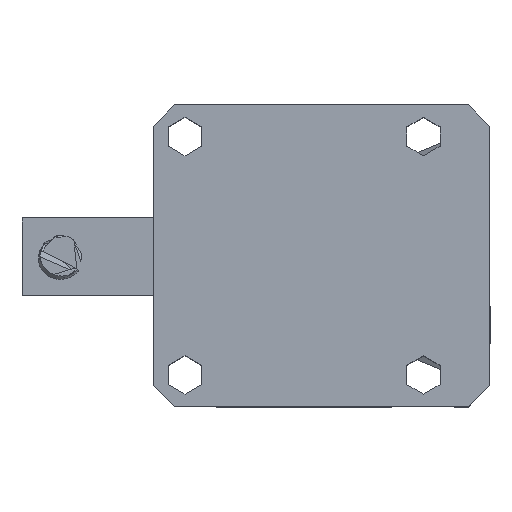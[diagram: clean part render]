
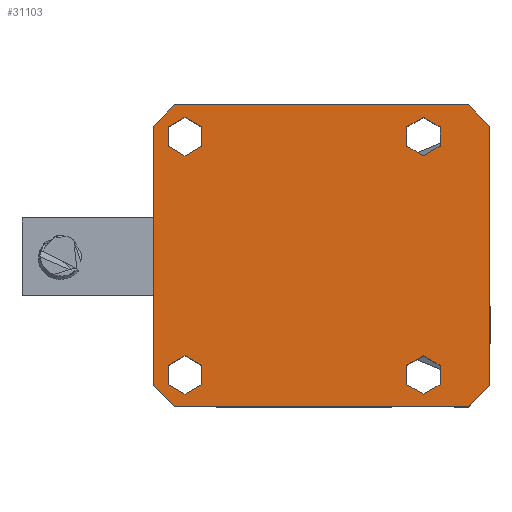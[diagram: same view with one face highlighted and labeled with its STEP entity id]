
A CAD part, top view. The second image highlights one B-rep face of the part: STEP entity #31103.
In plain terms, the highlighted planar face has unit normal (0, 0, 1).
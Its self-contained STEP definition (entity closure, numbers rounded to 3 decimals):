
#568 = AXIS2_PLACEMENT_3D ( 'NONE', #39531, #20253, #1026 ) ;
#1026 = DIRECTION ( 'NONE',  ( 0., -1., 0. ) ) ;
#1413 = EDGE_CURVE ( 'NONE', #37317, #6032, #31502, .T. ) ;
#1428 = EDGE_CURVE ( 'NONE', #33505, #17871, #14441, .T. ) ;
#1971 = CIRCLE ( 'NONE', #568, 5.5 ) ;
#2555 = CARTESIAN_POINT ( 'NONE',  ( 47., 43., 47.5 ) ) ;
#3599 = EDGE_CURVE ( 'NONE', #21718, #26299, #12399, .T. ) ;
#4847 = EDGE_CURVE ( 'NONE', #19768, #35778, #9861, .T. ) ;
#5022 = EDGE_CURVE ( 'NONE', #9208, #37026, #22911, .T. ) ;
#5041 = EDGE_LOOP ( 'NONE', ( #14025, #20694 ) ) ;
#5412 = CARTESIAN_POINT ( 'NONE',  ( -34., -28.5, 47.5 ) ) ;
#5816 = AXIS2_PLACEMENT_3D ( 'NONE', #14681, #17891, #40376 ) ;
#6032 = VERTEX_POINT ( 'NONE', #27650 ) ;
#6040 = CARTESIAN_POINT ( 'NONE',  ( 47., -43., 47.5 ) ) ;
#6487 = ORIENTED_EDGE ( 'NONE', *, *, #1428, .T. ) ;
#6857 = CARTESIAN_POINT ( 'NONE',  ( 34., 39.5, 47.5 ) ) ;
#7281 = AXIS2_PLACEMENT_3D ( 'NONE', #37536, #18260, #40749 ) ;
#7659 = CARTESIAN_POINT ( 'NONE',  ( -37., 43., 47.5 ) ) ;
#9208 = VERTEX_POINT ( 'NONE', #30849 ) ;
#9276 = DIRECTION ( 'NONE',  ( 0.707, 0.707, 0. ) ) ;
#9377 = DIRECTION ( 'NONE',  ( 0., 0., -1. ) ) ;
#9861 = LINE ( 'NONE', #39394, #31471 ) ;
#9991 = CARTESIAN_POINT ( 'NONE',  ( 34., 34., 47.5 ) ) ;
#10166 = AXIS2_PLACEMENT_3D ( 'NONE', #14879, #37355, #18072 ) ;
#10268 = CARTESIAN_POINT ( 'NONE',  ( -43., 37., 47.5 ) ) ;
#11142 = FACE_OUTER_BOUND ( 'NONE', #23349, .T. ) ;
#11414 = PLANE ( 'NONE',  #5816 ) ;
#11812 = CARTESIAN_POINT ( 'NONE',  ( -34., 34., 47.5 ) ) ;
#12399 = LINE ( 'NONE', #7659, #28492 ) ;
#12508 = CARTESIAN_POINT ( 'NONE',  ( 53., 37., 47.5 ) ) ;
#13206 = LINE ( 'NONE', #13651, #35830 ) ;
#13236 = DIRECTION ( 'NONE',  ( 0., -1., 0. ) ) ;
#13468 = CIRCLE ( 'NONE', #15607, 5.5 ) ;
#13612 = ORIENTED_EDGE ( 'NONE', *, *, #14062, .T. ) ;
#13651 = CARTESIAN_POINT ( 'NONE',  ( -43., 43., 47.5 ) ) ;
#14025 = ORIENTED_EDGE ( 'NONE', *, *, #16935, .T. ) ;
#14062 = EDGE_CURVE ( 'NONE', #6032, #37317, #1971, .T. ) ;
#14129 = DIRECTION ( 'NONE',  ( -0.707, -0.707, 0. ) ) ;
#14356 = DIRECTION ( 'NONE',  ( 0., 0., -1. ) ) ;
#14402 = CARTESIAN_POINT ( 'NONE',  ( 34., -34., 47.5 ) ) ;
#14441 = LINE ( 'NONE', #31072, #30507 ) ;
#14681 = CARTESIAN_POINT ( 'NONE',  ( -43., -43., 47.5 ) ) ;
#14723 = ORIENTED_EDGE ( 'NONE', *, *, #21735, .T. ) ;
#14879 = CARTESIAN_POINT ( 'NONE',  ( 34., 34., 47.5 ) ) ;
#14937 = DIRECTION ( 'NONE',  ( -0.707, 0.707, 0. ) ) ;
#15065 = DIRECTION ( 'NONE',  ( 0., -1., 0. ) ) ;
#15288 = VERTEX_POINT ( 'NONE', #35653 ) ;
#15322 = VERTEX_POINT ( 'NONE', #6857 ) ;
#15607 = AXIS2_PLACEMENT_3D ( 'NONE', #33583, #14356, #36822 ) ;
#15746 = EDGE_LOOP ( 'NONE', ( #25153, #17264 ) ) ;
#16076 = VERTEX_POINT ( 'NONE', #20532 ) ;
#16199 = ORIENTED_EDGE ( 'NONE', *, *, #17644, .T. ) ;
#16208 = ORIENTED_EDGE ( 'NONE', *, *, #35614, .T. ) ;
#16427 = EDGE_LOOP ( 'NONE', ( #31783, #20888 ) ) ;
#16567 = ORIENTED_EDGE ( 'NONE', *, *, #4847, .T. ) ;
#16935 = EDGE_CURVE ( 'NONE', #40949, #23569, #13468, .T. ) ;
#17175 = ORIENTED_EDGE ( 'NONE', *, *, #1413, .T. ) ;
#17264 = ORIENTED_EDGE ( 'NONE', *, *, #21838, .T. ) ;
#17453 = VECTOR ( 'NONE', #32220, 1000. ) ;
#17603 = DIRECTION ( 'NONE',  ( 0., -1., 0. ) ) ;
#17644 = EDGE_CURVE ( 'NONE', #26299, #16076, #25986, .T. ) ;
#17780 = CARTESIAN_POINT ( 'NONE',  ( -34., 39.5, 47.5 ) ) ;
#17808 = CIRCLE ( 'NONE', #33676, 5.5 ) ;
#17871 = VERTEX_POINT ( 'NONE', #2555 ) ;
#17891 = DIRECTION ( 'NONE',  ( 0., 0., 1. ) ) ;
#18040 = ORIENTED_EDGE ( 'NONE', *, *, #3599, .T. ) ;
#18072 = DIRECTION ( 'NONE',  ( 0., -1., 0. ) ) ;
#18223 = AXIS2_PLACEMENT_3D ( 'NONE', #9991, #32483, #13236 ) ;
#18260 = DIRECTION ( 'NONE',  ( 0., 0., -1. ) ) ;
#19716 = CIRCLE ( 'NONE', #18223, 5.5 ) ;
#19738 = CARTESIAN_POINT ( 'NONE',  ( -34., -39.5, 47.5 ) ) ;
#19768 = VERTEX_POINT ( 'NONE', #39804 ) ;
#20001 = EDGE_CURVE ( 'NONE', #23569, #40949, #23414, .T. ) ;
#20110 = DIRECTION ( 'NONE',  ( 1., 0., 0. ) ) ;
#20253 = DIRECTION ( 'NONE',  ( 0., 0., -1. ) ) ;
#20440 = AXIS2_PLACEMENT_3D ( 'NONE', #14402, #36875, #17603 ) ;
#20532 = CARTESIAN_POINT ( 'NONE',  ( -43., -37., 47.5 ) ) ;
#20694 = ORIENTED_EDGE ( 'NONE', *, *, #20001, .T. ) ;
#20888 = ORIENTED_EDGE ( 'NONE', *, *, #41316, .T. ) ;
#21055 = LINE ( 'NONE', #6040, #37179 ) ;
#21689 = CIRCLE ( 'NONE', #10166, 5.5 ) ;
#21692 = FACE_BOUND ( 'NONE', #29200, .T. ) ;
#21718 = VERTEX_POINT ( 'NONE', #38552 ) ;
#21735 = EDGE_CURVE ( 'NONE', #16076, #19768, #21736, .T. ) ;
#21736 = LINE ( 'NONE', #35450, #30312 ) ;
#21838 = EDGE_CURVE ( 'NONE', #15322, #33293, #19716, .T. ) ;
#21867 = EDGE_CURVE ( 'NONE', #17871, #21718, #13206, .T. ) ;
#22911 = CIRCLE ( 'NONE', #20440, 5.5 ) ;
#23177 = EDGE_CURVE ( 'NONE', #33293, #15322, #21689, .T. ) ;
#23349 = EDGE_LOOP ( 'NONE', ( #24920, #18040, #16199, #14723, #16567, #16208, #31864, #6487 ) ) ;
#23414 = CIRCLE ( 'NONE', #7281, 5.5 ) ;
#23569 = VERTEX_POINT ( 'NONE', #5412 ) ;
#24216 = FACE_BOUND ( 'NONE', #5041, .T. ) ;
#24920 = ORIENTED_EDGE ( 'NONE', *, *, #21867, .T. ) ;
#25153 = ORIENTED_EDGE ( 'NONE', *, *, #23177, .T. ) ;
#25885 = CARTESIAN_POINT ( 'NONE',  ( -43., -43., 47.5 ) ) ;
#25986 = LINE ( 'NONE', #25885, #17453 ) ;
#26299 = VERTEX_POINT ( 'NONE', #10268 ) ;
#27650 = CARTESIAN_POINT ( 'NONE',  ( -34., 28.5, 47.5 ) ) ;
#27712 = VECTOR ( 'NONE', #27913, 1000. ) ;
#27913 = DIRECTION ( 'NONE',  ( 0., 1., 0. ) ) ;
#28492 = VECTOR ( 'NONE', #14129, 1000. ) ;
#28611 = CARTESIAN_POINT ( 'NONE',  ( 34., -34., 47.5 ) ) ;
#28939 = CARTESIAN_POINT ( 'NONE',  ( 47., -43., 47.5 ) ) ;
#29200 = EDGE_LOOP ( 'NONE', ( #13612, #17175 ) ) ;
#30291 = CARTESIAN_POINT ( 'NONE',  ( 34., 28.5, 47.5 ) ) ;
#30312 = VECTOR ( 'NONE', #38675, 1000. ) ;
#30507 = VECTOR ( 'NONE', #14937, 1000. ) ;
#30625 = CARTESIAN_POINT ( 'NONE',  ( 53., -43., 47.5 ) ) ;
#30849 = CARTESIAN_POINT ( 'NONE',  ( 34., -39.5, 47.5 ) ) ;
#31072 = CARTESIAN_POINT ( 'NONE',  ( 53., 37., 47.5 ) ) ;
#31103 = ADVANCED_FACE ( 'NONE', ( #11142, #21692, #41309, #32759, #24216 ), #11414, .T. ) ;
#31471 = VECTOR ( 'NONE', #20110, 1000. ) ;
#31502 = CIRCLE ( 'NONE', #40347, 5.5 ) ;
#31528 = EDGE_CURVE ( 'NONE', #15288, #33505, #36274, .T. ) ;
#31783 = ORIENTED_EDGE ( 'NONE', *, *, #5022, .T. ) ;
#31864 = ORIENTED_EDGE ( 'NONE', *, *, #31528, .T. ) ;
#31868 = DIRECTION ( 'NONE',  ( 0., -1., 0. ) ) ;
#32220 = DIRECTION ( 'NONE',  ( 0., -1., 0. ) ) ;
#32411 = CARTESIAN_POINT ( 'NONE',  ( 34., -28.5, 47.5 ) ) ;
#32483 = DIRECTION ( 'NONE',  ( 0., 0., -1. ) ) ;
#32759 = FACE_BOUND ( 'NONE', #16427, .T. ) ;
#33293 = VERTEX_POINT ( 'NONE', #30291 ) ;
#33505 = VERTEX_POINT ( 'NONE', #12508 ) ;
#33583 = CARTESIAN_POINT ( 'NONE',  ( -34., -34., 47.5 ) ) ;
#33676 = AXIS2_PLACEMENT_3D ( 'NONE', #28611, #9377, #31868 ) ;
#34309 = DIRECTION ( 'NONE',  ( 0., 0., -1. ) ) ;
#35450 = CARTESIAN_POINT ( 'NONE',  ( -43., -37., 47.5 ) ) ;
#35614 = EDGE_CURVE ( 'NONE', #35778, #15288, #21055, .T. ) ;
#35653 = CARTESIAN_POINT ( 'NONE',  ( 53., -37., 47.5 ) ) ;
#35778 = VERTEX_POINT ( 'NONE', #28939 ) ;
#35830 = VECTOR ( 'NONE', #36129, 1000. ) ;
#36129 = DIRECTION ( 'NONE',  ( -1., 0., 0. ) ) ;
#36274 = LINE ( 'NONE', #30625, #27712 ) ;
#36822 = DIRECTION ( 'NONE',  ( 0., -1., 0. ) ) ;
#36875 = DIRECTION ( 'NONE',  ( 0., 0., -1. ) ) ;
#37026 = VERTEX_POINT ( 'NONE', #32411 ) ;
#37179 = VECTOR ( 'NONE', #9276, 1000. ) ;
#37317 = VERTEX_POINT ( 'NONE', #17780 ) ;
#37355 = DIRECTION ( 'NONE',  ( 0., 0., -1. ) ) ;
#37536 = CARTESIAN_POINT ( 'NONE',  ( -34., -34., 47.5 ) ) ;
#38552 = CARTESIAN_POINT ( 'NONE',  ( -37., 43., 47.5 ) ) ;
#38675 = DIRECTION ( 'NONE',  ( 0.707, -0.707, 0. ) ) ;
#39394 = CARTESIAN_POINT ( 'NONE',  ( -43., -43., 47.5 ) ) ;
#39531 = CARTESIAN_POINT ( 'NONE',  ( -34., 34., 47.5 ) ) ;
#39804 = CARTESIAN_POINT ( 'NONE',  ( -37., -43., 47.5 ) ) ;
#40347 = AXIS2_PLACEMENT_3D ( 'NONE', #11812, #34309, #15065 ) ;
#40376 = DIRECTION ( 'NONE',  ( 1., 0., 0. ) ) ;
#40749 = DIRECTION ( 'NONE',  ( 0., -1., 0. ) ) ;
#40949 = VERTEX_POINT ( 'NONE', #19738 ) ;
#41309 = FACE_BOUND ( 'NONE', #15746, .T. ) ;
#41316 = EDGE_CURVE ( 'NONE', #37026, #9208, #17808, .T. ) ;
